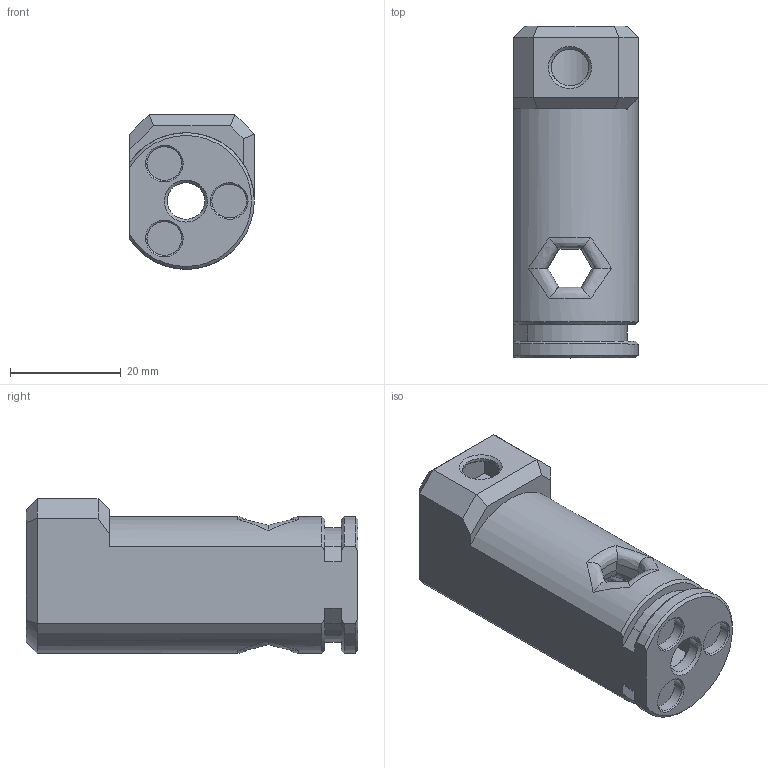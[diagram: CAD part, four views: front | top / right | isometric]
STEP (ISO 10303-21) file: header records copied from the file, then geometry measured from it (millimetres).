
FILE_DESCRIPTION(/* description */ ('STEP AP242','CAx-IF Rec.Pracs.---Representation and Presentation of Product Manufacturing Information (PMI)---4.0---2014-10-13','CAx-IF Rec.Pracs.---3D Tessellated Geometry---0.4---2014-09-14','2;1'),/* implementation_level */ '2;1');
FILE_NAME(/* name */ '687d8bff81ab0d6dbb5efd3e',/* time_stamp */ '2025-07-21T00:38:23Z',/* author */ (''),/* organization */ (''),/* preprocessor_version */ 'ST-DEVELOPER v20',/* originating_system */ 'ONSHAPE BY PTC INC, 1.201',/* authorisation */ ' ');
FILE_SCHEMA (('AP242_MANAGED_MODEL_BASED_3D_ENGINEERING_MIM_LF { 1 0 10303 442 1 1 4 }'));
Length unit declared in the file: metre
Products named in the file (1): Post Holder
Bounding box: 22.52 x 60 x 27.94 mm (x, y, z)
Volume: 19375.8 mm3; surface area: 8929.5 mm2
Topology: 1 solids, 1 shells, 108 faces, 280 edges, 180 vertices
Faces by surface type: plane 55, bspline 42, cone 6, cylinder 5
Entity records: 4756 total; most frequent: CARTESIAN_POINT 2538, ORIENTED_EDGE 524, DIRECTION 290, EDGE_CURVE 262, VERTEX_POINT 180, EDGE_LOOP 140, FACE_BOUND 140, B_SPLINE_CURVE_WITH_KNOTS 115
